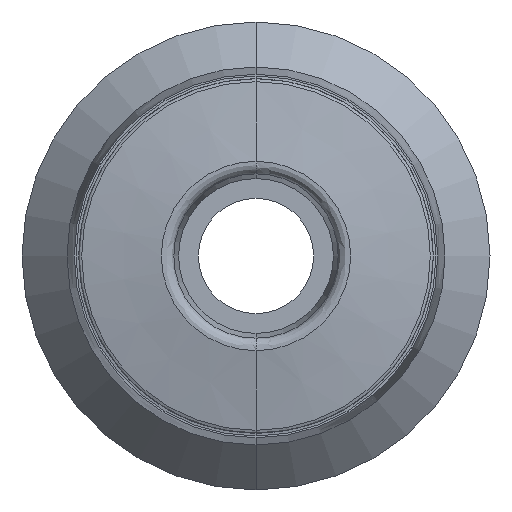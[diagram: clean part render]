
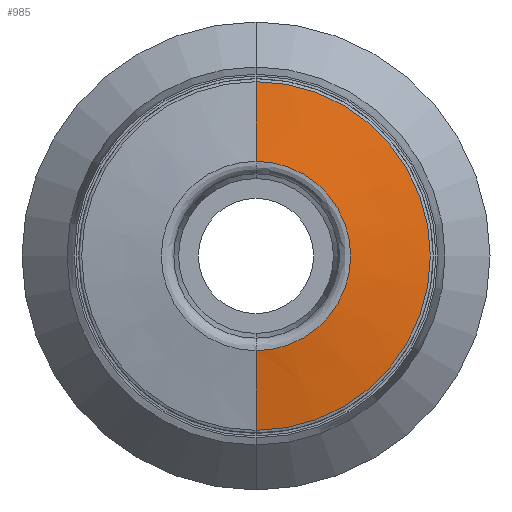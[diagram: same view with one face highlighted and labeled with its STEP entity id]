
A CAD part, front view. The second image highlights one B-rep face of the part: STEP entity #985.
In plain terms, the highlighted conical face has half-angle 80 degrees and reference radius 4.842 mm.
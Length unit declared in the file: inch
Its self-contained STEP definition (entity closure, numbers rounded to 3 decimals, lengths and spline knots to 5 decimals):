
#95 = AXIS2_PLACEMENT_3D ( 'NONE', #1928, #418, #2168 ) ;
#115 = EDGE_LOOP ( 'NONE', ( #1573, #422, #2867, #2601 ) ) ;
#206 = DIRECTION ( 'NONE',  ( 0., 0.174, -0.985 ) ) ;
#325 = CIRCLE ( 'NONE', #1578, 0.19064 ) ;
#351 = EDGE_CURVE ( 'NONE', #994, #3005, #3171, .T. ) ;
#382 = VERTEX_POINT ( 'NONE', #1365 ) ;
#418 = DIRECTION ( 'NONE',  ( 0., -1., 0. ) ) ;
#422 = ORIENTED_EDGE ( 'NONE', *, *, #779, .T. ) ;
#509 = CARTESIAN_POINT ( 'NONE',  ( 0., 0.01554, -0.19064 ) ) ;
#779 = EDGE_CURVE ( 'NONE', #382, #3105, #1999, .T. ) ;
#793 = CARTESIAN_POINT ( 'NONE',  ( 0., 0.01554, 0. ) ) ;
#985 = ADVANCED_FACE ( 'NONE', ( #1638 ), #1454, .T. ) ;
#994 = VERTEX_POINT ( 'NONE', #1488 ) ;
#1054 = DIRECTION ( 'NONE',  ( -1., 0., 0. ) ) ;
#1365 = CARTESIAN_POINT ( 'NONE',  ( 0., 0.00018, -0.10355 ) ) ;
#1454 = CONICAL_SURFACE ( 'NONE', #2939, 0.19064, 1.396 ) ;
#1488 = CARTESIAN_POINT ( 'NONE',  ( 0., 0.00018, 0.10355 ) ) ;
#1557 = CARTESIAN_POINT ( 'NONE',  ( 0., 0.01554, 0.19064 ) ) ;
#1567 = DIRECTION ( 'NONE',  ( 0., 0., 1. ) ) ;
#1573 = ORIENTED_EDGE ( 'NONE', *, *, #2859, .F. ) ;
#1578 = AXIS2_PLACEMENT_3D ( 'NONE', #793, #2540, #1054 ) ;
#1638 = FACE_OUTER_BOUND ( 'NONE', #115, .T. ) ;
#1744 = DIRECTION ( 'NONE',  ( 0., 1., 0. ) ) ;
#1824 = CARTESIAN_POINT ( 'NONE',  ( 0., 0.01554, 0. ) ) ;
#1833 = DIRECTION ( 'NONE',  ( 0., 0.174, 0.985 ) ) ;
#1928 = CARTESIAN_POINT ( 'NONE',  ( 0., 0.00018, 0. ) ) ;
#1936 = EDGE_CURVE ( 'NONE', #3105, #3005, #325, .T. ) ;
#1994 = VECTOR ( 'NONE', #206, 39.37008 ) ;
#1999 = LINE ( 'NONE', #509, #1994 ) ;
#2168 = DIRECTION ( 'NONE',  ( 0., 0., 1. ) ) ;
#2540 = DIRECTION ( 'NONE',  ( 0., -1., 0. ) ) ;
#2601 = ORIENTED_EDGE ( 'NONE', *, *, #351, .F. ) ;
#2730 = CIRCLE ( 'NONE', #95, 0.10355 ) ;
#2783 = CARTESIAN_POINT ( 'NONE',  ( 0., 0.01554, 0.19064 ) ) ;
#2859 = EDGE_CURVE ( 'NONE', #382, #994, #2730, .T. ) ;
#2867 = ORIENTED_EDGE ( 'NONE', *, *, #1936, .T. ) ;
#2939 = AXIS2_PLACEMENT_3D ( 'NONE', #1824, #1744, #1567 ) ;
#3005 = VERTEX_POINT ( 'NONE', #2783 ) ;
#3035 = CARTESIAN_POINT ( 'NONE',  ( 0., 0.01554, -0.19064 ) ) ;
#3098 = VECTOR ( 'NONE', #1833, 39.37008 ) ;
#3105 = VERTEX_POINT ( 'NONE', #3035 ) ;
#3171 = LINE ( 'NONE', #1557, #3098 ) ;
